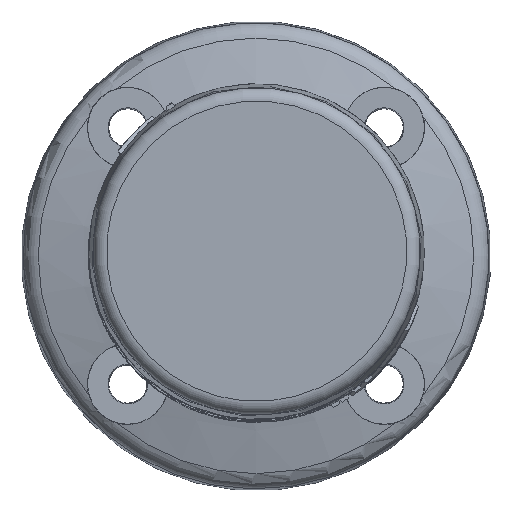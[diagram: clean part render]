
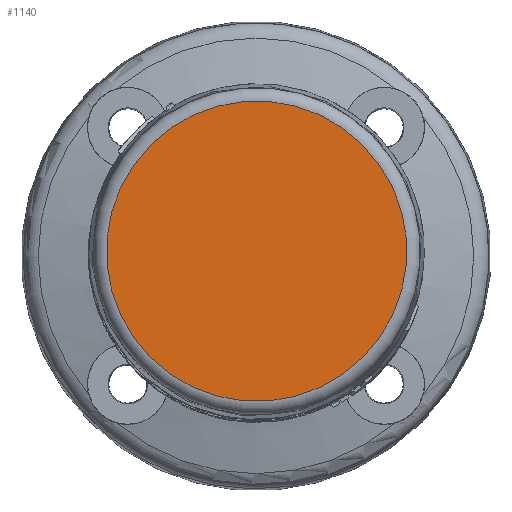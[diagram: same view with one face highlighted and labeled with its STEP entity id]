
A CAD part, top view. The second image highlights one B-rep face of the part: STEP entity #1140.
In plain terms, the highlighted planar face has unit normal (0, 0, 1).
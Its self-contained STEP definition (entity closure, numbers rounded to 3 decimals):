
#754=FACE_OUTER_BOUND('',#1547,.T.);
#1002=PLANE('',#3324);
#1140=ADVANCED_FACE('',(#754),#1002,.T.);
#1547=EDGE_LOOP('',(#2209));
#2209=ORIENTED_EDGE('',*,*,#2940,.T.);
#2591=VERTEX_POINT('',#6078);
#2940=EDGE_CURVE('',#2591,#2591,#3091,.T.);
#3091=CIRCLE('',#3323,22.381);
#3323=AXIS2_PLACEMENT_3D('',#6077,#3860,#3861);
#3324=AXIS2_PLACEMENT_3D('',#6079,#3862,#3863);
#3860=DIRECTION('',(0.,0.,1.));
#3861=DIRECTION('',(0.996,0.087,0.));
#3862=DIRECTION('',(0.,0.,1.));
#3863=DIRECTION('',(-0.996,-0.087,0.));
#6077=CARTESIAN_POINT('',(44.098,-21.359,303.203));
#6078=CARTESIAN_POINT('',(66.393,-19.408,303.203));
#6079=CARTESIAN_POINT('',(46.277,-46.264,303.203));
